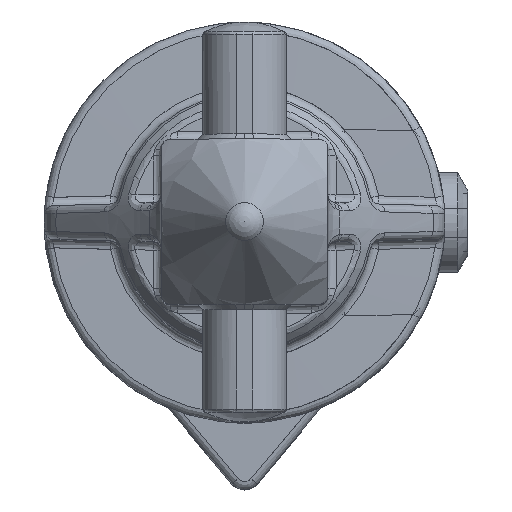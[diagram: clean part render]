
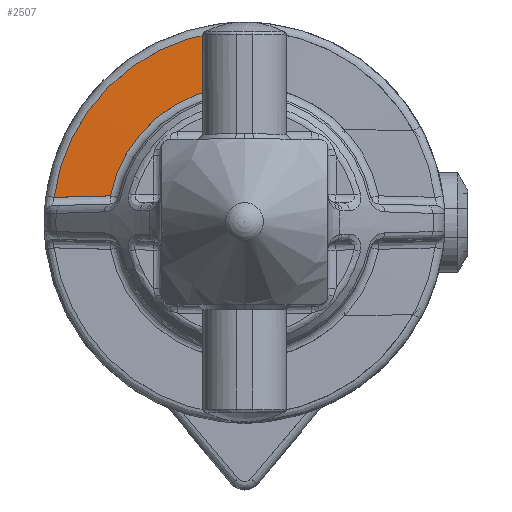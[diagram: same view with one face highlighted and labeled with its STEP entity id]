
A CAD part, top view. The second image highlights one B-rep face of the part: STEP entity #2507.
In plain terms, the highlighted conical face has half-angle 89 degrees and reference radius 9.85 mm.
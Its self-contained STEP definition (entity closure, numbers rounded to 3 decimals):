
#768=B_SPLINE_CURVE_WITH_KNOTS('',3,(#13991,#13992,#13993,#13994),
 .UNSPECIFIED.,.F.,.F.,(4,4),(0.,1.),.UNSPECIFIED.);
#769=B_SPLINE_CURVE_WITH_KNOTS('',3,(#13998,#13999,#14000,#14001),
 .UNSPECIFIED.,.F.,.F.,(4,4),(0.,1.),.UNSPECIFIED.);
#1217=CIRCLE('',#7282,11.509);
#1218=CIRCLE('',#7283,8.191);
#1558=FACE_OUTER_BOUND('',#2961,.T.);
#2507=ADVANCED_FACE('',(#1558),#2693,.T.);
#2693=CONICAL_SURFACE('',#7284,9.85,89.);
#2961=EDGE_LOOP('',(#4352,#4353,#4354,#4355));
#4352=ORIENTED_EDGE('',*,*,#6003,.F.);
#4353=ORIENTED_EDGE('',*,*,#6004,.F.);
#4354=ORIENTED_EDGE('',*,*,#6005,.F.);
#4355=ORIENTED_EDGE('',*,*,#6006,.F.);
#6003=EDGE_CURVE('',#6868,#6869,#1217,.T.);
#6004=EDGE_CURVE('',#6870,#6868,#768,.T.);
#6005=EDGE_CURVE('',#6871,#6870,#1218,.T.);
#6006=EDGE_CURVE('',#6869,#6871,#769,.T.);
#6868=VERTEX_POINT('',#13989);
#6869=VERTEX_POINT('',#13990);
#6870=VERTEX_POINT('',#13995);
#6871=VERTEX_POINT('',#13997);
#7282=AXIS2_PLACEMENT_3D('',#13988,#8363,#8364);
#7283=AXIS2_PLACEMENT_3D('',#13996,#8365,#8366);
#7284=AXIS2_PLACEMENT_3D('',#14002,#8367,#8368);
#8363=DIRECTION('',(0.,0.,-1.));
#8364=DIRECTION('',(-0.707,0.707,0.));
#8365=DIRECTION('',(0.,0.,1.));
#8366=DIRECTION('',(-0.705,0.709,0.));
#8367=DIRECTION('',(0.,0.,-1.));
#8368=DIRECTION('',(1.,0.,0.));
#13988=CARTESIAN_POINT('',(0.,0.,392.934));
#13989=CARTESIAN_POINT('',(-11.409,1.513,392.934));
#13990=CARTESIAN_POINT('',(-1.508,11.409,392.934));
#13991=CARTESIAN_POINT('',(-8.033,1.601,392.991));
#13992=CARTESIAN_POINT('',(-9.158,1.572,392.972));
#13993=CARTESIAN_POINT('',(-10.284,1.543,392.953));
#13994=CARTESIAN_POINT('',(-11.409,1.513,392.934));
#13995=CARTESIAN_POINT('',(-8.033,1.601,392.991));
#13996=CARTESIAN_POINT('',(0.,0.,392.991));
#13997=CARTESIAN_POINT('',(-1.567,8.04,392.991));
#13998=CARTESIAN_POINT('',(-1.508,11.409,392.934));
#13999=CARTESIAN_POINT('',(-1.528,10.286,392.953));
#14000=CARTESIAN_POINT('',(-1.547,9.163,392.972));
#14001=CARTESIAN_POINT('',(-1.567,8.04,392.991));
#14002=CARTESIAN_POINT('',(0.,0.,392.962));
